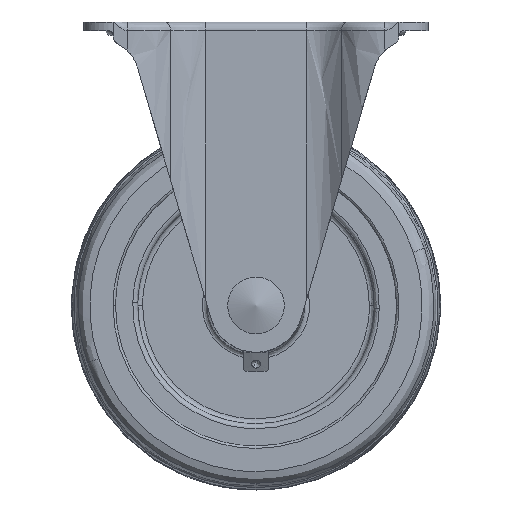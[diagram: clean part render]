
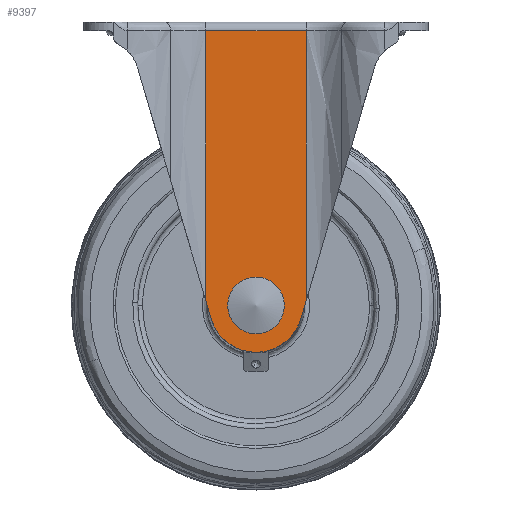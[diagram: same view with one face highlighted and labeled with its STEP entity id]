
A CAD part, front view. The second image highlights one B-rep face of the part: STEP entity #9397.
In plain terms, the highlighted free-form (B-spline) face has degree [1, 1] with [2, 2] control points.
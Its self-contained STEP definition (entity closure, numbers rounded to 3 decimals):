
#6690=CARTESIAN_POINT('',(-8.5,-31.5,-0.074));
#6691=VERTEX_POINT('',#6690);
#6697=CARTESIAN_POINT('',(0.0,-31.5,-8.5));
#6698=VERTEX_POINT('',#6697);
#6699=CARTESIAN_POINT('',(0.0,-31.5,-8.5));
#6700=CARTESIAN_POINT('',(-8.426,-31.5,-8.5));
#6701=CARTESIAN_POINT('',(-8.5,-31.5,-0.074));
#6709=(BOUNDED_CURVE()B_SPLINE_CURVE(2,(#6699,#6700,#6701),.UNSPECIFIED.,.F.,.U.)B_SPLINE_CURVE_WITH_KNOTS((3,3),(0.5,0.748),.UNSPECIFIED.)CURVE()GEOMETRIC_REPRESENTATION_ITEM()RATIONAL_B_SPLINE_CURVE((1.0,0.709,0.996))REPRESENTATION_ITEM(''));
#6710=EDGE_CURVE('',#6698,#6691,#6709,.T.);
#6712=CARTESIAN_POINT('',(8.5,-31.5,0.074));
#6713=VERTEX_POINT('',#6712);
#6714=CARTESIAN_POINT('',(8.5,-31.5,0.074));
#6715=CARTESIAN_POINT('',(8.5,-31.5,0.037));
#6716=CARTESIAN_POINT('',(8.5,-31.5,0.0));
#6717=CARTESIAN_POINT('',(8.5,-31.5,-8.5));
#6718=CARTESIAN_POINT('',(0.0,-31.5,-8.5));
#6726=(BOUNDED_CURVE()B_SPLINE_CURVE(2,(#6714,#6715,#6716,#6717,#6718),.UNSPECIFIED.,.F.,.U.)B_SPLINE_CURVE_WITH_KNOTS((3,2,3),(0.248,0.25,0.5),.UNSPECIFIED.)CURVE()GEOMETRIC_REPRESENTATION_ITEM()RATIONAL_B_SPLINE_CURVE((0.996,0.998,1.0,0.707,1.0))REPRESENTATION_ITEM(''));
#6727=EDGE_CURVE('',#6713,#6698,#6726,.T.);
#6803=CARTESIAN_POINT('',(0.0,-31.5,8.5));
#6804=VERTEX_POINT('',#6803);
#6805=CARTESIAN_POINT('',(0.0,-31.5,8.5));
#6806=CARTESIAN_POINT('',(8.426,-31.5,8.5));
#6807=CARTESIAN_POINT('',(8.5,-31.5,0.074));
#6815=(BOUNDED_CURVE()B_SPLINE_CURVE(2,(#6805,#6806,#6807),.UNSPECIFIED.,.F.,.U.)B_SPLINE_CURVE_WITH_KNOTS((3,3),(0.0,0.248),.UNSPECIFIED.)CURVE()GEOMETRIC_REPRESENTATION_ITEM()RATIONAL_B_SPLINE_CURVE((1.0,0.709,0.996))REPRESENTATION_ITEM(''));
#6816=EDGE_CURVE('',#6804,#6713,#6815,.T.);
#6818=CARTESIAN_POINT('',(-8.5,-31.5,-0.074));
#6819=CARTESIAN_POINT('',(-8.5,-31.5,-0.037));
#6820=CARTESIAN_POINT('',(-8.5,-31.5,0.0));
#6821=CARTESIAN_POINT('',(-8.5,-31.5,8.5));
#6822=CARTESIAN_POINT('',(0.0,-31.5,8.5));
#6830=(BOUNDED_CURVE()B_SPLINE_CURVE(2,(#6818,#6819,#6820,#6821,#6822),.UNSPECIFIED.,.F.,.U.)B_SPLINE_CURVE_WITH_KNOTS((3,2,3),(0.748,0.75,1.0),.UNSPECIFIED.)CURVE()GEOMETRIC_REPRESENTATION_ITEM()RATIONAL_B_SPLINE_CURVE((0.996,0.998,1.0,0.707,1.0))REPRESENTATION_ITEM(''));
#6831=EDGE_CURVE('',#6691,#6804,#6830,.T.);
#8050=CARTESIAN_POINT('',(-20.381,-31.5,1.996));
#8051=VERTEX_POINT('',#8050);
#8126=CARTESIAN_POINT('',(-18.235,-31.5,-5.337));
#8127=VERTEX_POINT('',#8126);
#8133=CARTESIAN_POINT('',(-20.381,-31.5,1.996));
#8134=CARTESIAN_POINT('',(-18.235,-31.5,-5.337));
#8135=QUASI_UNIFORM_CURVE('',1,(#8133,#8134),.UNSPECIFIED.,.F.,.U.);
#8136=EDGE_CURVE('',#8051,#8127,#8135,.T.);
#8183=CARTESIAN_POINT('',(18.235,-31.5,-5.337));
#8184=VERTEX_POINT('',#8183);
#8190=CARTESIAN_POINT('',(-18.235,-31.5,-5.337));
#8191=CARTESIAN_POINT('',(-17.753,-31.5,-6.986));
#8192=CARTESIAN_POINT('',(-16.652,-31.5,-9.448));
#8193=CARTESIAN_POINT('',(-14.73,-31.5,-12.075));
#8194=CARTESIAN_POINT('',(-13.034,-31.5,-13.889));
#8195=CARTESIAN_POINT('',(-11.078,-31.5,-15.531));
#8196=CARTESIAN_POINT('',(-8.673,-31.5,-16.981));
#8197=CARTESIAN_POINT('',(-6.203,-31.5,-18.016));
#8198=CARTESIAN_POINT('',(-3.557,-31.5,-18.738));
#8199=CARTESIAN_POINT('',(-0.766,-31.5,-19.062));
#8200=CARTESIAN_POINT('',(2.294,-31.5,-18.939));
#8201=CARTESIAN_POINT('',(5.739,-31.5,-18.255));
#8202=CARTESIAN_POINT('',(9.043,-31.5,-16.851));
#8203=CARTESIAN_POINT('',(11.944,-31.5,-14.875));
#8204=CARTESIAN_POINT('',(14.318,-31.5,-12.648));
#8205=CARTESIAN_POINT('',(16.637,-31.5,-9.51));
#8206=CARTESIAN_POINT('',(17.789,-31.5,-6.864));
#8207=CARTESIAN_POINT('',(18.235,-31.5,-5.337));
#8208=B_SPLINE_CURVE_WITH_KNOTS('',3,(#8190,#8191,#8192,#8193,#8194,#8195,#8196,#8197,#8198,#8199,#8200,#8201,#8202,#8203,#8204,#8205,#8206,#8207),.UNSPECIFIED.,.F.,.U.,(4,1,1,1,1,1,1,1,1,1,1,1,1,1,1,4),(0.,5.154,8.018,9.736,12.6,15.654,18.136,20.618,23.863,26.536,29.781,34.363,37.226,40.281,44.099,48.872),.UNSPECIFIED.);
#8209=EDGE_CURVE('',#8127,#8184,#8208,.T.);
#8221=CARTESIAN_POINT('',(20.381,-31.5,1.996));
#8222=VERTEX_POINT('',#8221);
#8236=CARTESIAN_POINT('',(18.235,-31.5,-5.337));
#8237=CARTESIAN_POINT('',(20.381,-31.5,1.996));
#8238=QUASI_UNIFORM_CURVE('',1,(#8236,#8237),.UNSPECIFIED.,.F.,.U.);
#8239=EDGE_CURVE('',#8184,#8222,#8238,.T.);
#9343=CARTESIAN_POINT('',(-20.381,-31.5,111.5));
#9344=VERTEX_POINT('',#9343);
#9345=CARTESIAN_POINT('',(-20.381,-31.5,1.996));
#9346=CARTESIAN_POINT('',(-20.381,-31.5,111.5));
#9347=QUASI_UNIFORM_CURVE('',1,(#9345,#9346),.UNSPECIFIED.,.F.,.U.);
#9348=EDGE_CURVE('',#8051,#9344,#9347,.T.);
#9368=CARTESIAN_POINT('',(-22.417,-31.5,-25.518));
#9369=CARTESIAN_POINT('',(-22.417,-31.5,118.018));
#9370=CARTESIAN_POINT('',(22.417,-31.5,-25.518));
#9371=CARTESIAN_POINT('',(22.417,-31.5,118.018));
#9372=B_SPLINE_SURFACE_WITH_KNOTS('',1,1,((#9368,#9370),(#9369,#9371)),.UNSPECIFIED.,.F.,.F.,.U.,(2,2),(2,2),(0.0,143.537),(0.0,44.835),.UNSPECIFIED.);
#9373=CARTESIAN_POINT('',(20.381,-31.5,111.5));
#9374=VERTEX_POINT('',#9373);
#9375=CARTESIAN_POINT('',(20.381,-31.5,1.996));
#9376=CARTESIAN_POINT('',(20.381,-31.5,111.5));
#9377=QUASI_UNIFORM_CURVE('',1,(#9375,#9376),.UNSPECIFIED.,.F.,.U.);
#9378=EDGE_CURVE('',#8222,#9374,#9377,.T.);
#9379=ORIENTED_EDGE('',*,*,#9378,.T.);
#9380=CARTESIAN_POINT('',(20.381,-31.5,111.5));
#9381=CARTESIAN_POINT('',(-20.381,-31.5,111.5));
#9382=QUASI_UNIFORM_CURVE('',1,(#9380,#9381),.UNSPECIFIED.,.F.,.U.);
#9383=EDGE_CURVE('',#9374,#9344,#9382,.T.);
#9384=ORIENTED_EDGE('',*,*,#9383,.T.);
#9385=ORIENTED_EDGE('',*,*,#9348,.F.);
#9386=ORIENTED_EDGE('',*,*,#8136,.T.);
#9387=ORIENTED_EDGE('',*,*,#8209,.T.);
#9388=ORIENTED_EDGE('',*,*,#8239,.T.);
#9389=EDGE_LOOP('',(#9379,#9384,#9385,#9386,#9387,#9388));
#9390=FACE_OUTER_BOUND('',#9389,.T.);
#9391=ORIENTED_EDGE('',*,*,#6816,.T.);
#9392=ORIENTED_EDGE('',*,*,#6727,.T.);
#9393=ORIENTED_EDGE('',*,*,#6710,.T.);
#9394=ORIENTED_EDGE('',*,*,#6831,.T.);
#9395=EDGE_LOOP('',(#9391,#9392,#9393,#9394));
#9396=FACE_BOUND('',#9395,.T.);
#9397=ADVANCED_FACE('',(#9390,#9396),#9372,.F.);
